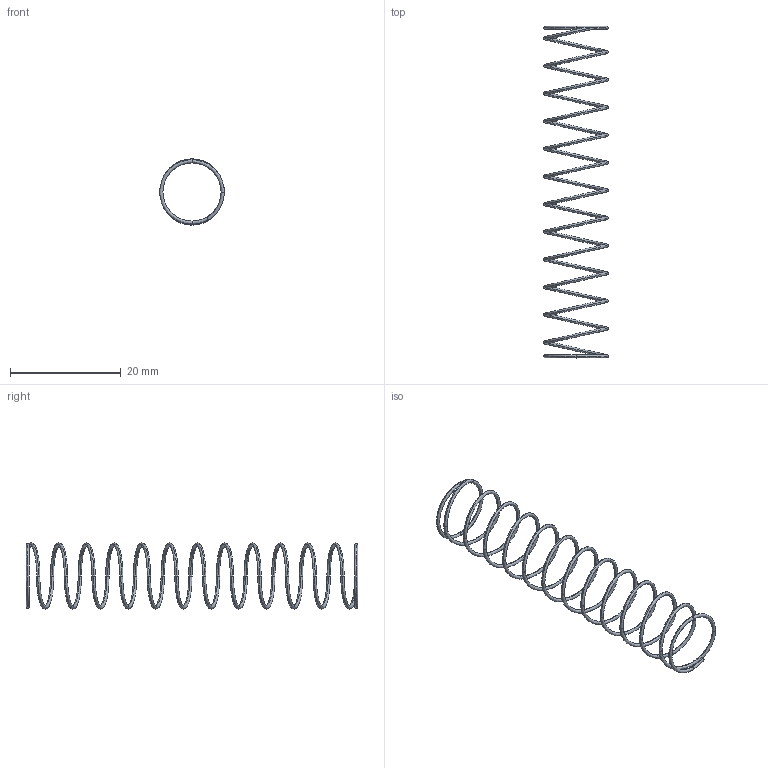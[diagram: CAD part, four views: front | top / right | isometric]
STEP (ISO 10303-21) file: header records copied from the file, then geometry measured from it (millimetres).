
FILE_DESCRIPTION (( 'STEP AP214' ), '1' );
FILE_NAME ('µ¯»É.STEP', '2024-03-19T07:16:49', ( 'Micorosoft' ), ( 'Micorosoft' ), 'SwSTEP 2.0', 'SolidWorks 2016', '' );
FILE_SCHEMA (( 'AUTOMOTIVE_DESIGN' ));
Length unit declared in the file: millimetre
Products named in the file (1): 粟銅
Bounding box: 11.7 x 60 x 11.98 mm (x, y, z)
Volume: 137.4 mm3; surface area: 915.3 mm2
Topology: 1 solids, 1 shells, 60 faces, 170 edges, 110 vertices
Faces by surface type: bspline 58, plane 2
Entity records: 2788 total; most frequent: CARTESIAN_POINT 1277, ORIENTED_EDGE 340, DIRECTION 334, EDGE_CURVE 170, AXIS2_PLACEMENT_3D 167, CIRCLE 164, VERTEX_POINT 110, ADVANCED_FACE 60
